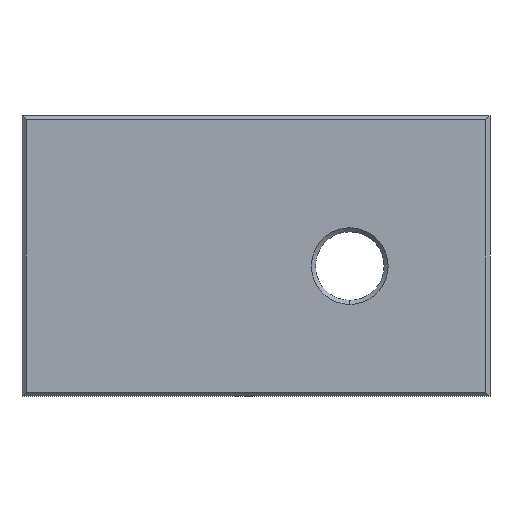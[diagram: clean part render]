
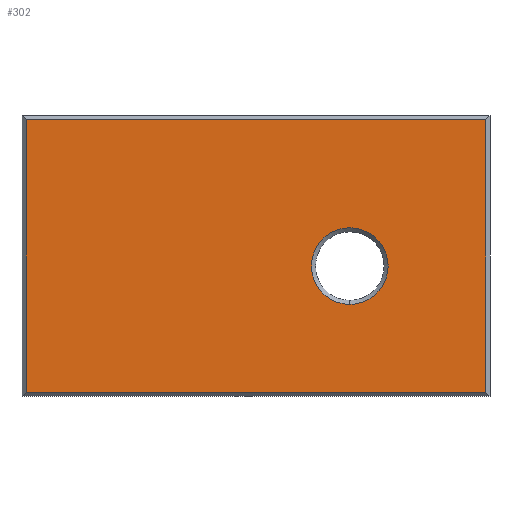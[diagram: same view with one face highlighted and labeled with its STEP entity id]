
A CAD part, left-side view. The second image highlights one B-rep face of the part: STEP entity #302.
In plain terms, the highlighted planar face has unit normal (-1, 0, 0).
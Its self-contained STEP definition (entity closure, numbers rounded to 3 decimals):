
#4 = CARTESIAN_POINT ( 'NONE',  ( 0., 0., 0. ) ) ;
#17 = ORIENTED_EDGE ( 'NONE', *, *, #104, .T. ) ;
#18 = AXIS2_PLACEMENT_3D ( 'NONE', #35, #548, #509 ) ;
#33 = EDGE_CURVE ( 'NONE', #412, #375, #224, .T. ) ;
#35 = CARTESIAN_POINT ( 'NONE',  ( 0., 0., 0. ) ) ;
#46 = VERTEX_POINT ( 'NONE', #183 ) ;
#63 = CARTESIAN_POINT ( 'NONE',  ( 0., -6.75, 7.25 ) ) ;
#71 = PLANE ( 'NONE',  #18 ) ;
#104 = EDGE_CURVE ( 'NONE', #258, #46, #223, .T. ) ;
#108 = VERTEX_POINT ( 'NONE', #222 ) ;
#114 = DIRECTION ( 'NONE',  ( 0., -1., 0. ) ) ;
#129 = LINE ( 'NONE', #297, #407 ) ;
#148 = EDGE_LOOP ( 'NONE', ( #169, #253 ) ) ;
#158 = CARTESIAN_POINT ( 'NONE',  ( 0., -6.75, 7.45 ) ) ;
#169 = ORIENTED_EDGE ( 'NONE', *, *, #209, .T. ) ;
#183 = CARTESIAN_POINT ( 'NONE',  ( 0., 16.05, 7.25 ) ) ;
#184 = DIRECTION ( 'NONE',  ( 0., 0., -1. ) ) ;
#209 = EDGE_CURVE ( 'NONE', #375, #412, #305, .T. ) ;
#210 = CARTESIAN_POINT ( 'NONE',  ( 0., 0., 1.9 ) ) ;
#220 = CARTESIAN_POINT ( 'NONE',  ( 0., 16.25, 7.25 ) ) ;
#222 = CARTESIAN_POINT ( 'NONE',  ( 0., -6.75, -6.25 ) ) ;
#223 = LINE ( 'NONE', #220, #233 ) ;
#224 = CIRCLE ( 'NONE', #536, 1.9 ) ;
#233 = VECTOR ( 'NONE', #525, 1000. ) ;
#237 = CARTESIAN_POINT ( 'NONE',  ( 0., 16.05, -6.45 ) ) ;
#253 = ORIENTED_EDGE ( 'NONE', *, *, #33, .T. ) ;
#254 = VERTEX_POINT ( 'NONE', #486 ) ;
#258 = VERTEX_POINT ( 'NONE', #63 ) ;
#264 = EDGE_CURVE ( 'NONE', #46, #254, #413, .T. ) ;
#293 = CARTESIAN_POINT ( 'NONE',  ( 0., 0., -1.9 ) ) ;
#297 = CARTESIAN_POINT ( 'NONE',  ( 0., -6.95, -6.25 ) ) ;
#299 = ORIENTED_EDGE ( 'NONE', *, *, #443, .T. ) ;
#302 = ADVANCED_FACE ( 'NONE', ( #322, #492 ), #71, .F. ) ;
#305 = CIRCLE ( 'NONE', #321, 1.9 ) ;
#319 = CARTESIAN_POINT ( 'NONE',  ( 0., 0., 0. ) ) ;
#321 = AXIS2_PLACEMENT_3D ( 'NONE', #319, #489, #484 ) ;
#322 = FACE_OUTER_BOUND ( 'NONE', #399, .T. ) ;
#332 = VECTOR ( 'NONE', #458, 1000. ) ;
#341 = DIRECTION ( 'NONE',  ( 1., 0., 0. ) ) ;
#375 = VERTEX_POINT ( 'NONE', #210 ) ;
#383 = ORIENTED_EDGE ( 'NONE', *, *, #264, .T. ) ;
#399 = EDGE_LOOP ( 'NONE', ( #17, #383, #455, #299 ) ) ;
#407 = VECTOR ( 'NONE', #114, 1000. ) ;
#412 = VERTEX_POINT ( 'NONE', #293 ) ;
#413 = LINE ( 'NONE', #237, #513 ) ;
#443 = EDGE_CURVE ( 'NONE', #108, #258, #552, .T. ) ;
#455 = ORIENTED_EDGE ( 'NONE', *, *, #496, .T. ) ;
#458 = DIRECTION ( 'NONE',  ( 0., 0., 1. ) ) ;
#484 = DIRECTION ( 'NONE',  ( 0., 0., -1. ) ) ;
#486 = CARTESIAN_POINT ( 'NONE',  ( 0., 16.05, -6.25 ) ) ;
#489 = DIRECTION ( 'NONE',  ( 1., 0., 0. ) ) ;
#492 = FACE_BOUND ( 'NONE', #148, .T. ) ;
#496 = EDGE_CURVE ( 'NONE', #254, #108, #129, .T. ) ;
#509 = DIRECTION ( 'NONE',  ( 0., 0., -1. ) ) ;
#512 = DIRECTION ( 'NONE',  ( 0., 0., -1. ) ) ;
#513 = VECTOR ( 'NONE', #184, 1000. ) ;
#525 = DIRECTION ( 'NONE',  ( 0., 1., 0. ) ) ;
#536 = AXIS2_PLACEMENT_3D ( 'NONE', #4, #341, #512 ) ;
#548 = DIRECTION ( 'NONE',  ( 1., 0., 0. ) ) ;
#552 = LINE ( 'NONE', #158, #332 ) ;
